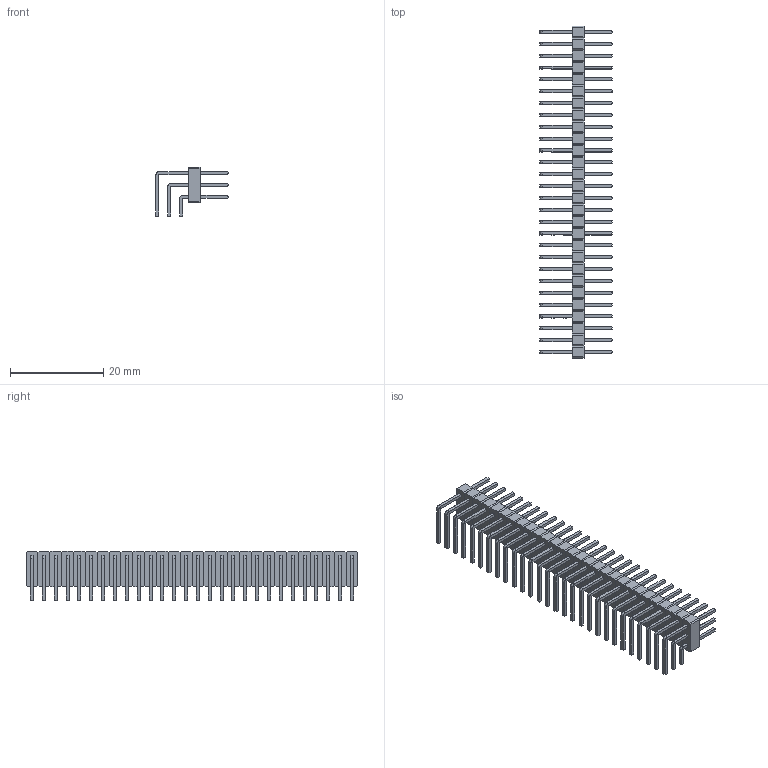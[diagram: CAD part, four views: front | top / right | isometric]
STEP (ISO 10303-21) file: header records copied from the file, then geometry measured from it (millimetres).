
FILE_DESCRIPTION(('FreeCAD Model'),'2;1');
FILE_NAME('Open CASCADE Shape Model','2022-01-07T04:25:58',( 'kicad StepUp'),('ksu MCAD'),'Open CASCADE STEP processor 7.5', 'FreeCAD','Unknown');
FILE_SCHEMA(('AUTOMOTIVE_DESIGN { 1 0 10303 214 1 1 1 1 }'));
Length unit declared in the file: millimetre
Products named in the file (1): PinHeader_3x28_P2.54mm_Horizontal
Bounding box: 15.44 x 71.12 x 10.62 mm (x, y, z)
Volume: 1937.8 mm3; surface area: 7118.3 mm2
Topology: 112 solids, 112 shells, 2044 faces, 4788 edges, 2968 vertices
Faces by surface type: plane 1960, cylinder 84
Entity records: 71869 total; most frequent: CARTESIAN_POINT 9801, ORIENTED_EDGE 9576, DIRECTION 9046, EDGE_CURVE 4788, LINE 4620, VECTOR 4620, VERTEX_POINT 2968, AXIS2_PLACEMENT_3D 2213
